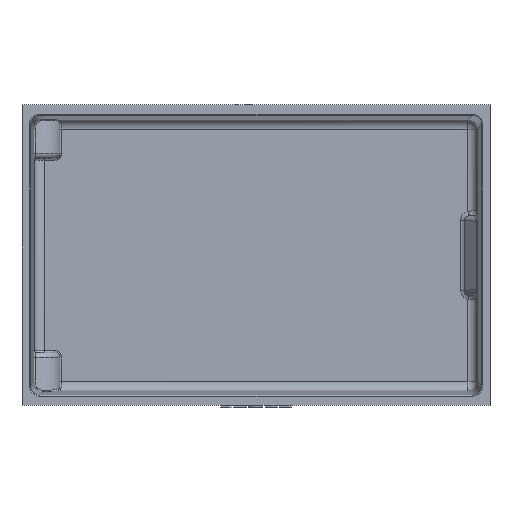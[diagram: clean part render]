
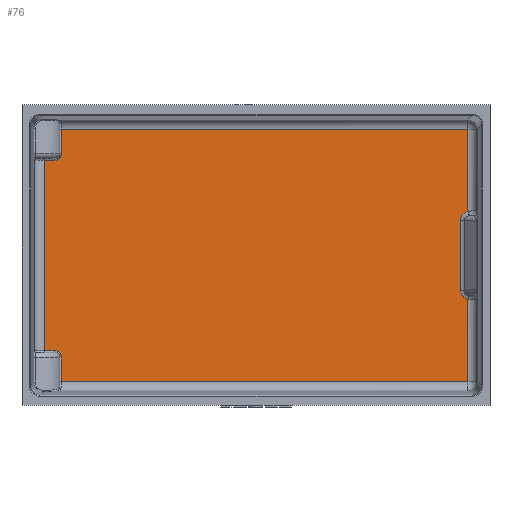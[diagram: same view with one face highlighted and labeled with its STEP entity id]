
A CAD part, top view. The second image highlights one B-rep face of the part: STEP entity #76.
In plain terms, the highlighted planar face has unit normal (0, 0, 1).
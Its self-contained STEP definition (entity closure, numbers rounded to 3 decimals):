
#76 = ADVANCED_FACE( '', ( #225 ), #226, .F. );
#225 = FACE_OUTER_BOUND( '', #768, .T. );
#226 = PLANE( '', #769 );
#768 = EDGE_LOOP( '', ( #1946, #1947, #1948, #1949, #1950, #1951, #1952, #1953, #1954, #1955, #1956, #1957, #1958, #1959 ) );
#769 = AXIS2_PLACEMENT_3D( '', #1960, #1961, #1962 );
#1946 = ORIENTED_EDGE( '', *, *, #2658, .F. );
#1947 = ORIENTED_EDGE( '', *, *, #2659, .F. );
#1948 = ORIENTED_EDGE( '', *, *, #2660, .F. );
#1949 = ORIENTED_EDGE( '', *, *, #2661, .F. );
#1950 = ORIENTED_EDGE( '', *, *, #2662, .F. );
#1951 = ORIENTED_EDGE( '', *, *, #2663, .F. );
#1952 = ORIENTED_EDGE( '', *, *, #2628, .F. );
#1953 = ORIENTED_EDGE( '', *, *, #2653, .T. );
#1954 = ORIENTED_EDGE( '', *, *, #2644, .F. );
#1955 = ORIENTED_EDGE( '', *, *, #2625, .F. );
#1956 = ORIENTED_EDGE( '', *, *, #2617, .F. );
#1957 = ORIENTED_EDGE( '', *, *, #2614, .F. );
#1958 = ORIENTED_EDGE( '', *, *, #2664, .F. );
#1959 = ORIENTED_EDGE( '', *, *, #2665, .T. );
#1960 = CARTESIAN_POINT( '', ( 361.967, -222.512, -218.567 ) );
#1961 = DIRECTION( '', ( 0., 0., -1. ) );
#1962 = DIRECTION( '', ( -1., 0., 0. ) );
#2614 = EDGE_CURVE( '', #2925, #2927, #2928, .T. );
#2617 = EDGE_CURVE( '', #2927, #2932, #2933, .T. );
#2625 = EDGE_CURVE( '', #2932, #2945, #2946, .T. );
#2628 = EDGE_CURVE( '', #2948, #2951, #2952, .T. );
#2644 = EDGE_CURVE( '', #2945, #2978, #2979, .T. );
#2653 = EDGE_CURVE( '', #2948, #2978, #2992, .T. );
#2658 = EDGE_CURVE( '', #3000, #2965, #3001, .T. );
#2659 = EDGE_CURVE( '', #3002, #3000, #3003, .T. );
#2660 = EDGE_CURVE( '', #3004, #3002, #3005, .T. );
#2661 = EDGE_CURVE( '', #3006, #3004, #3007, .T. );
#2662 = EDGE_CURVE( '', #3008, #3006, #3009, .T. );
#2663 = EDGE_CURVE( '', #2951, #3008, #3010, .T. );
#2664 = EDGE_CURVE( '', #3011, #2925, #3012, .T. );
#2665 = EDGE_CURVE( '', #3011, #2965, #3013, .T. );
#2925 = VERTEX_POINT( '', #3739 );
#2927 = VERTEX_POINT( '', #3741 );
#2928 = B_SPLINE_CURVE_WITH_KNOTS( '', 3, ( #3742, #3743, #3744, #3745, #3746, #3747, #3748, #3749, #3750, #3751, #3752, #3753 ), .UNSPECIFIED., .F., .F., ( 4, 2, 2, 2, 2, 4 ), ( 2., 2.504, 3.024, 3.577, 3.862, 4.151 ), .UNSPECIFIED. );
#2932 = VERTEX_POINT( '', #3758 );
#2933 = LINE( '', #3759, #3760 );
#2945 = VERTEX_POINT( '', #3826 );
#2946 = B_SPLINE_CURVE_WITH_KNOTS( '', 3, ( #3827, #3828, #3829, #3830, #3831, #3832, #3833, #3834, #3835, #3836, #3837, #3838 ), .UNSPECIFIED., .F., .F., ( 4, 2, 2, 2, 2, 4 ), ( 2., 2.288, 2.574, 3.126, 3.646, 4.151 ), .UNSPECIFIED. );
#2948 = VERTEX_POINT( '', #3840 );
#2951 = VERTEX_POINT( '', #3843 );
#2952 = LINE( '', #3844, #3845 );
#2965 = VERTEX_POINT( '', #3919 );
#2978 = VERTEX_POINT( '', #3982 );
#2979 = LINE( '', #3983, #3984 );
#2992 = LINE( '', #4076, #4077 );
#3000 = VERTEX_POINT( '', #4118 );
#3001 = B_SPLINE_CURVE_WITH_KNOTS( '', 3, ( #4119, #4120, #4121, #4122 ), .UNSPECIFIED., .F., .F., ( 4, 4 ), ( 2., 13.16 ), .UNSPECIFIED. );
#3002 = VERTEX_POINT( '', #4123 );
#3003 = B_SPLINE_CURVE_WITH_KNOTS( '', 3, ( #4124, #4125, #4126, #4127, #4128, #4129, #4130, #4131, #4132, #4133 ), .UNSPECIFIED., .F., .F., ( 4, 2, 2, 2, 4 ), ( 2., 3., 4.15, 5.341, 6.383 ), .UNSPECIFIED. );
#3004 = VERTEX_POINT( '', #4134 );
#3005 = LINE( '', #4135, #4136 );
#3006 = VERTEX_POINT( '', #4137 );
#3007 = LINE( '', #4138, #4139 );
#3008 = VERTEX_POINT( '', #4140 );
#3009 = LINE( '', #4141, #4142 );
#3010 = B_SPLINE_CURVE_WITH_KNOTS( '', 3, ( #4143, #4144, #4145, #4146, #4147, #4148, #4149, #4150, #4151, #4152 ), .UNSPECIFIED., .F., .F., ( 4, 2, 2, 2, 4 ), ( 2., 2.996, 4.142, 5.189, 6.383 ), .UNSPECIFIED. );
#3011 = VERTEX_POINT( '', #4153 );
#3012 = LINE( '', #4154, #4155 );
#3013 = LINE( '', #4156, #4157 );
#3739 = CARTESIAN_POINT( '', ( 344.829, 71.245, -218.567 ) );
#3741 = CARTESIAN_POINT( '', ( 333.262, 56.932, -218.567 ) );
#3742 = CARTESIAN_POINT( '', ( 344.829, 71.245, -218.567 ) );
#3743 = CARTESIAN_POINT( '', ( 343.411, 70.676, -218.567 ) );
#3744 = CARTESIAN_POINT( '', ( 342.04, 69.985, -218.567 ) );
#3745 = CARTESIAN_POINT( '', ( 339.431, 68.304, -218.567 ) );
#3746 = CARTESIAN_POINT( '', ( 338.196, 67.305, -218.567 ) );
#3747 = CARTESIAN_POINT( '', ( 335.978, 64.931, -218.567 ) );
#3748 = CARTESIAN_POINT( '', ( 335.014, 63.531, -218.567 ) );
#3749 = CARTESIAN_POINT( '', ( 333.992, 61.206, -218.567 ) );
#3750 = CARTESIAN_POINT( '', ( 333.721, 60.379, -218.567 ) );
#3751 = CARTESIAN_POINT( '', ( 333.355, 58.679, -218.567 ) );
#3752 = CARTESIAN_POINT( '', ( 333.262, 57.805, -218.567 ) );
#3753 = CARTESIAN_POINT( '', ( 333.262, 56.932, -218.567 ) );
#3758 = CARTESIAN_POINT( '', ( 333.262, -57.422, -218.567 ) );
#3759 = CARTESIAN_POINT( '', ( 333.262, 56.932, -218.567 ) );
#3760 = VECTOR( '', #5073, 1000. );
#3826 = CARTESIAN_POINT( '', ( 344.829, -71.735, -218.567 ) );
#3827 = CARTESIAN_POINT( '', ( 333.262, -57.422, -218.567 ) );
#3828 = CARTESIAN_POINT( '', ( 333.262, -58.296, -218.567 ) );
#3829 = CARTESIAN_POINT( '', ( 333.355, -59.169, -218.567 ) );
#3830 = CARTESIAN_POINT( '', ( 333.721, -60.869, -218.567 ) );
#3831 = CARTESIAN_POINT( '', ( 333.992, -61.696, -218.567 ) );
#3832 = CARTESIAN_POINT( '', ( 335.014, -64.021, -218.567 ) );
#3833 = CARTESIAN_POINT( '', ( 335.978, -65.421, -218.567 ) );
#3834 = CARTESIAN_POINT( '', ( 338.196, -67.795, -218.567 ) );
#3835 = CARTESIAN_POINT( '', ( 339.431, -68.794, -218.567 ) );
#3836 = CARTESIAN_POINT( '', ( 342.04, -70.475, -218.567 ) );
#3837 = CARTESIAN_POINT( '', ( 343.411, -71.166, -218.567 ) );
#3838 = CARTESIAN_POINT( '', ( 344.829, -71.735, -218.567 ) );
#3840 = CARTESIAN_POINT( '', ( -317.034, -205.374, -218.567 ) );
#3843 = CARTESIAN_POINT( '', ( -317.034, -165.656, -218.567 ) );
#3844 = CARTESIAN_POINT( '', ( -317.034, -205.374, -218.567 ) );
#3845 = VECTOR( '', #5088, 1000. );
#3919 = CARTESIAN_POINT( '', ( -317.034, 204.884, -218.567 ) );
#3982 = CARTESIAN_POINT( '', ( 344.829, -205.374, -218.567 ) );
#3983 = CARTESIAN_POINT( '', ( 344.829, -71.735, -218.567 ) );
#3984 = VECTOR( '', #5105, 1000. );
#4076 = CARTESIAN_POINT( '', ( -317.034, -205.374, -218.567 ) );
#4077 = VECTOR( '', #5112, 1000. );
#4118 = CARTESIAN_POINT( '', ( -317.034, 165.166, -218.567 ) );
#4119 = CARTESIAN_POINT( '', ( -317.034, 165.166, -218.567 ) );
#4120 = CARTESIAN_POINT( '', ( -317.034, 178.405, -218.567 ) );
#4121 = CARTESIAN_POINT( '', ( -317.034, 191.644, -218.567 ) );
#4122 = CARTESIAN_POINT( '', ( -317.034, 204.884, -218.567 ) );
#4123 = CARTESIAN_POINT( '', ( -327.374, 154.859, -218.567 ) );
#4124 = CARTESIAN_POINT( '', ( -327.373, 154.859, -218.567 ) );
#4125 = CARTESIAN_POINT( '', ( -326.14, 154.859, -218.567 ) );
#4126 = CARTESIAN_POINT( '', ( -324.905, 155.081, -218.567 ) );
#4127 = CARTESIAN_POINT( '', ( -322.421, 156.007, -218.567 ) );
#4128 = CARTESIAN_POINT( '', ( -321.195, 156.779, -218.567 ) );
#4129 = CARTESIAN_POINT( '', ( -319.12, 158.784, -218.567 ) );
#4130 = CARTESIAN_POINT( '', ( -318.285, 160.033, -218.567 ) );
#4131 = CARTESIAN_POINT( '', ( -317.277, 162.596, -218.567 ) );
#4132 = CARTESIAN_POINT( '', ( -317.034, 163.881, -218.567 ) );
#4133 = CARTESIAN_POINT( '', ( -317.034, 165.166, -218.567 ) );
#4134 = CARTESIAN_POINT( '', ( -344.829, 154.859, -218.567 ) );
#4135 = CARTESIAN_POINT( '', ( -344.829, 154.859, -218.567 ) );
#4136 = VECTOR( '', #5119, 1000. );
#4137 = CARTESIAN_POINT( '', ( -344.829, -155.349, -218.567 ) );
#4138 = CARTESIAN_POINT( '', ( -344.829, -155.349, -218.567 ) );
#4139 = VECTOR( '', #5120, 1000. );
#4140 = CARTESIAN_POINT( '', ( -327.373, -155.349, -218.567 ) );
#4141 = CARTESIAN_POINT( '', ( -327.374, -155.349, -218.567 ) );
#4142 = VECTOR( '', #5121, 1000. );
#4143 = CARTESIAN_POINT( '', ( -317.034, -165.656, -218.567 ) );
#4144 = CARTESIAN_POINT( '', ( -317.034, -164.427, -218.567 ) );
#4145 = CARTESIAN_POINT( '', ( -317.256, -163.198, -218.567 ) );
#4146 = CARTESIAN_POINT( '', ( -318.183, -160.724, -218.567 ) );
#4147 = CARTESIAN_POINT( '', ( -318.955, -159.504, -218.567 ) );
#4148 = CARTESIAN_POINT( '', ( -320.837, -157.564, -218.567 ) );
#4149 = CARTESIAN_POINT( '', ( -321.911, -156.809, -218.567 ) );
#4150 = CARTESIAN_POINT( '', ( -324.427, -155.667, -218.567 ) );
#4151 = CARTESIAN_POINT( '', ( -325.901, -155.349, -218.567 ) );
#4152 = CARTESIAN_POINT( '', ( -327.373, -155.349, -218.567 ) );
#4153 = CARTESIAN_POINT( '', ( 344.829, 204.884, -218.567 ) );
#4154 = CARTESIAN_POINT( '', ( 344.829, 204.884, -218.567 ) );
#4155 = VECTOR( '', #5122, 1000. );
#4156 = CARTESIAN_POINT( '', ( 344.829, 204.884, -218.567 ) );
#4157 = VECTOR( '', #5123, 1000. );
#5073 = DIRECTION( '', ( 0., -1., 0. ) );
#5088 = DIRECTION( '', ( 0., 1., 0. ) );
#5105 = DIRECTION( '', ( 0., -1., 0. ) );
#5112 = DIRECTION( '', ( 1., 0., 0. ) );
#5119 = DIRECTION( '', ( 1., 0., 0. ) );
#5120 = DIRECTION( '', ( 0., 1., 0. ) );
#5121 = DIRECTION( '', ( -1., 0., 0. ) );
#5122 = DIRECTION( '', ( 0., -1., 0. ) );
#5123 = DIRECTION( '', ( -1., 0., 0. ) );
